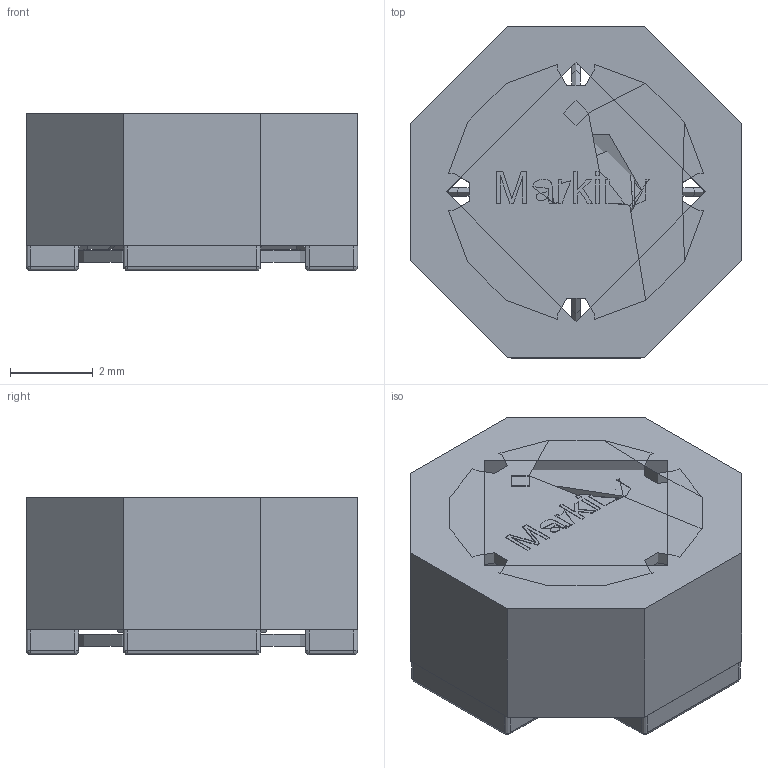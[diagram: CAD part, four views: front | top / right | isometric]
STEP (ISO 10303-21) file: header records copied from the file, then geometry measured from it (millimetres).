
FILE_DESCRIPTION(/* description */ (''),/* implementation_level */ '2;1');
FILE_NAME(/* name */ 'IND_WURTH_WE-TDC_8038.stp',/* time_stamp */ '2016-02-25T10:23:00+01:00',/* author */ ('riccim'),/* organization */ ('Unknown'),/* preprocessor_version */ 'ST-DEVELOPER v15.5',/* originating_system */ 'AutoCAD Mechanical',/* authorisation */ ' ');
FILE_SCHEMA (('AUTOMOTIVE_DESIGN { 1 0 10303 214 3 1 1 }'));
Length unit declared in the file: millimetre
Products named in the file (7): Schirmring; pins; pins$1$ATF; pins$3$ATF; pins$2$ATF; Kern$1$ATF; Product
Bounding box: 8 x 8 x 3.8 mm (x, y, z)
Volume: 122.2 mm3; surface area: 410.6 mm2
Topology: 7 solids, 7 shells, 239 faces, 579 edges, 352 vertices
Faces by surface type: plane 120, cylinder 62, torus 22, bspline 19, sphere 16
Full cylindrical faces by diameter (mm): 0.2 x11, 0.6 x1, 3.2 x1, 6.25 x1
Entity records: 8234 total; most frequent: CARTESIAN_POINT 2748, DIRECTION 1108, ORIENTED_EDGE 1056, EDGE_CURVE 528, AXIS2_PLACEMENT_3D 387, VERTEX_POINT 349, LINE 334, VECTOR 334
